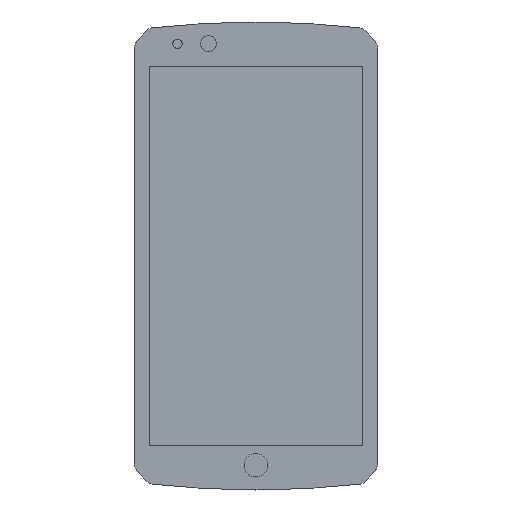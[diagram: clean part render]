
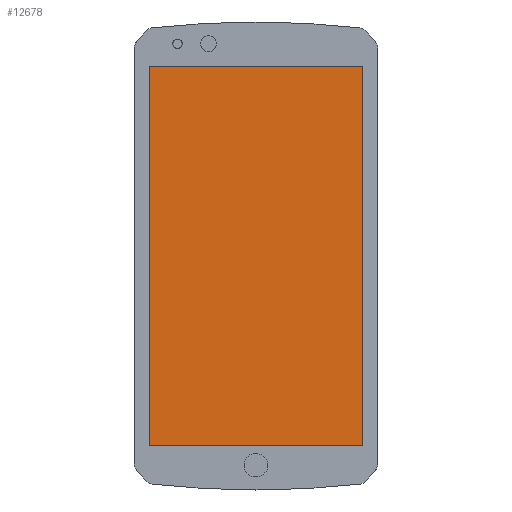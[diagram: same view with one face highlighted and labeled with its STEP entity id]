
A CAD part, top view. The second image highlights one B-rep face of the part: STEP entity #12678.
In plain terms, the highlighted planar face has unit normal (0, 0, 1).
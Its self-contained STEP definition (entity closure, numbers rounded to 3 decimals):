
#1252=FACE_OUTER_BOUND('',#1923,.T.);
#1923=EDGE_LOOP('',(#11185,#11186,#11187,#11188));
#3378=LINE('',#20588,#4877);
#3381=LINE('',#20594,#4880);
#3384=LINE('',#20600,#4883);
#3387=LINE('',#20604,#4886);
#4877=VECTOR('',#16631,10.);
#4880=VECTOR('',#16636,10.);
#4883=VECTOR('',#16641,10.);
#4886=VECTOR('',#16646,10.);
#6054=VERTEX_POINT('',#20585);
#6055=VERTEX_POINT('',#20587);
#6057=VERTEX_POINT('',#20593);
#6059=VERTEX_POINT('',#20599);
#7774=EDGE_CURVE('',#6055,#6054,#3378,.T.);
#7777=EDGE_CURVE('',#6057,#6055,#3381,.T.);
#7780=EDGE_CURVE('',#6059,#6057,#3384,.T.);
#7783=EDGE_CURVE('',#6054,#6059,#3387,.T.);
#11185=ORIENTED_EDGE('',*,*,#7783,.T.);
#11186=ORIENTED_EDGE('',*,*,#7780,.T.);
#11187=ORIENTED_EDGE('',*,*,#7777,.T.);
#11188=ORIENTED_EDGE('',*,*,#7774,.T.);
#12044=PLANE('',#13578);
#12678=ADVANCED_FACE('',(#1252),#12044,.T.);
#13578=AXIS2_PLACEMENT_3D('',#20605,#16647,#16648);
#16631=DIRECTION('',(1.,0.,0.));
#16636=DIRECTION('',(0.,-1.,0.));
#16641=DIRECTION('',(-1.,0.,0.));
#16646=DIRECTION('',(0.,1.,0.));
#16647=DIRECTION('center_axis',(0.,0.,1.));
#16648=DIRECTION('ref_axis',(1.,0.,0.));
#20585=CARTESIAN_POINT('',(33.965,-60.384,1.1));
#20587=CARTESIAN_POINT('',(-33.965,-60.384,1.1));
#20588=CARTESIAN_POINT('',(33.966,-60.384,1.1));
#20593=CARTESIAN_POINT('',(-33.965,60.384,1.1));
#20594=CARTESIAN_POINT('',(-33.965,-60.385,1.1));
#20599=CARTESIAN_POINT('',(33.965,60.384,1.1));
#20600=CARTESIAN_POINT('',(-33.966,60.384,1.1));
#20604=CARTESIAN_POINT('',(33.965,60.385,1.1));
#20605=CARTESIAN_POINT('Origin',(0.,0.,
1.1));
